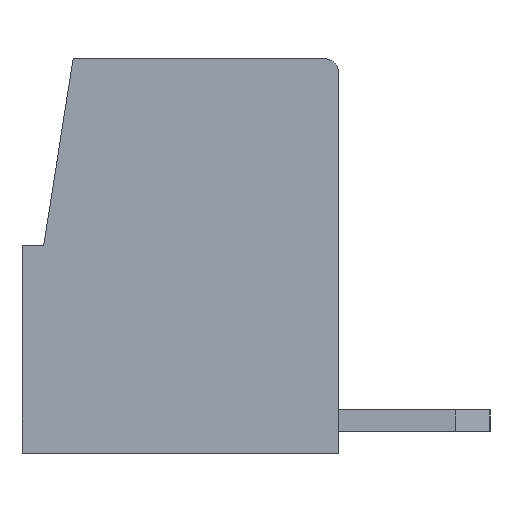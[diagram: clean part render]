
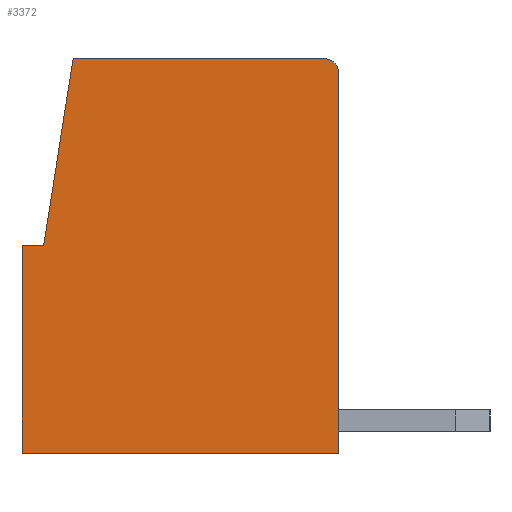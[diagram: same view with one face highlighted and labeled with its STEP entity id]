
A CAD part, left-side view. The second image highlights one B-rep face of the part: STEP entity #3372.
In plain terms, the highlighted planar face has unit normal (-1, 0, 0).
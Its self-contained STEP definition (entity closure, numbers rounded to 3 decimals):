
#60=CIRCLE('',#4282,0.3);
#184=ORIENTED_EDGE('',*,*,#1153,.F.);
#185=ORIENTED_EDGE('',*,*,#1154,.F.);
#186=ORIENTED_EDGE('',*,*,#1155,.F.);
#187=ORIENTED_EDGE('',*,*,#1152,.F.);
#188=ORIENTED_EDGE('',*,*,#1156,.F.);
#189=ORIENTED_EDGE('',*,*,#1157,.F.);
#190=ORIENTED_EDGE('',*,*,#1158,.F.);
#1152=EDGE_CURVE('',#1635,#1634,#1973,.T.);
#1153=EDGE_CURVE('',#1636,#1637,#1974,.T.);
#1154=EDGE_CURVE('',#1638,#1636,#1975,.T.);
#1155=EDGE_CURVE('',#1634,#1638,#1976,.T.);
#1156=EDGE_CURVE('',#1639,#1635,#1977,.T.);
#1157=EDGE_CURVE('',#1640,#1639,#1978,.T.);
#1158=EDGE_CURVE('',#1637,#1640,#60,.T.);
#1634=VERTEX_POINT('',#5527);
#1635=VERTEX_POINT('',#5530);
#1636=VERTEX_POINT('',#5534);
#1637=VERTEX_POINT('',#5535);
#1638=VERTEX_POINT('',#5537);
#1639=VERTEX_POINT('',#5540);
#1640=VERTEX_POINT('',#5542);
#1973=LINE('',#5531,#2427);
#1974=LINE('',#5533,#2428);
#1975=LINE('',#5536,#2429);
#1976=LINE('',#5538,#2430);
#1977=LINE('',#5539,#2431);
#1978=LINE('',#5541,#2432);
#2427=VECTOR('',#4582,1000.);
#2428=VECTOR('',#4585,1000.);
#2429=VECTOR('',#4586,1000.);
#2430=VECTOR('',#4587,1000.);
#2431=VECTOR('',#4588,1000.);
#2432=VECTOR('',#4589,1000.);
#2830=EDGE_LOOP('',(#184,#185,#186,#187,#188,#189,#190));
#3018=FACE_BOUND('',#2830,.T.);
#3206=PLANE('',#4281);
#3372=ADVANCED_FACE('',(#3018),#3206,.T.);
#4281=AXIS2_PLACEMENT_3D('',#5532,#4583,#4584);
#4282=AXIS2_PLACEMENT_3D('',#5543,#4590,#4591);
#4582=DIRECTION('',(0.,0.,1.));
#4583=DIRECTION('',(-1.,0.,0.));
#4584=DIRECTION('',(0.,0.,1.));
#4585=DIRECTION('',(0.,-1.,0.));
#4586=DIRECTION('',(0.,-0.156,0.988));
#4587=DIRECTION('',(0.,-1.,0.));
#4588=DIRECTION('',(0.,1.,0.));
#4589=DIRECTION('',(0.,0.,-1.));
#4590=DIRECTION('',(1.,0.,0.));
#4591=DIRECTION('',(0.,-1.,0.));
#5527=CARTESIAN_POINT('',(-1.75,0.,4.8));
#5530=CARTESIAN_POINT('',(-1.75,0.,0.));
#5531=CARTESIAN_POINT('',(-1.75,0.,0.));
#5532=CARTESIAN_POINT('',(-1.75,-11.99,9.8));
#5533=CARTESIAN_POINT('',(-1.75,-2.966,9.1));
#5534=CARTESIAN_POINT('',(-1.75,-1.181,9.1));
#5535=CARTESIAN_POINT('',(-1.75,-7.,9.1));
#5536=CARTESIAN_POINT('',(-1.75,0.26,0.));
#5537=CARTESIAN_POINT('',(-1.75,-0.5,4.8));
#5538=CARTESIAN_POINT('',(-1.75,-2.966,4.8));
#5539=CARTESIAN_POINT('',(-1.75,-2.966,0.));
#5540=CARTESIAN_POINT('',(-1.75,-7.3,0.));
#5541=CARTESIAN_POINT('',(-1.75,-7.3,0.));
#5542=CARTESIAN_POINT('',(-1.75,-7.3,8.8));
#5543=CARTESIAN_POINT('',(-1.75,-7.,8.8));
